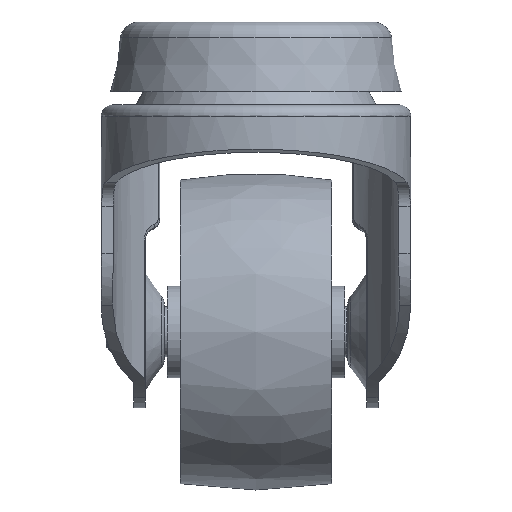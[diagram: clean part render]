
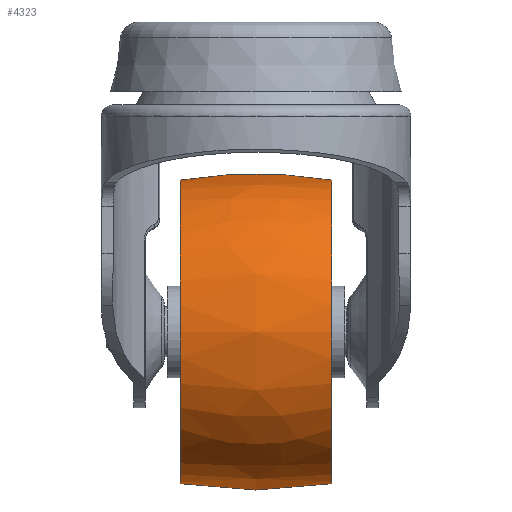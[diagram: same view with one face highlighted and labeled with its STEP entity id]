
A CAD part, left-side view. The second image highlights one B-rep face of the part: STEP entity #4323.
In plain terms, the highlighted free-form (B-spline) face has degree [2, 2] with [3, 9] control points.
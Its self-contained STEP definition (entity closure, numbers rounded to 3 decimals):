
#16=(
BOUNDED_SURFACE()
B_SPLINE_SURFACE(2,2,((#11075,#11076,#11077,#11078,#11079,#11080,#11081,
#11082,#11083),(#11084,#11085,#11086,#11087,#11088,#11089,#11090,#11091,
#11092),(#11093,#11094,#11095,#11096,#11097,#11098,#11099,#11100,#11101)),
 .UNSPECIFIED.,.F.,.T.,.F.)
B_SPLINE_SURFACE_WITH_KNOTS((3,3),(3,2,2,2,3),(-0.166,0.166),
(-3.142,-1.571,0.,1.571,3.142),
 .UNSPECIFIED.)
GEOMETRIC_REPRESENTATION_ITEM()
RATIONAL_B_SPLINE_SURFACE(((1.,0.707,1.,0.707,1.,
0.707,1.,0.707,1.),(0.986,0.697,
0.986,0.697,0.986,0.697,
0.986,0.697,0.986),(1.,0.707,
1.,0.707,1.,0.707,1.,0.707,1.)))
REPRESENTATION_ITEM('')
SURFACE()
);
#427=FACE_OUTER_BOUND('',#726,.T.);
#726=EDGE_LOOP('',(#3281,#3282,#3283,#3284));
#1522=CIRCLE('',#4790,24.);
#1523=CIRCLE('',#4791,72.5);
#1524=CIRCLE('',#4792,24.);
#1870=VERTEX_POINT('',#11102);
#1871=VERTEX_POINT('',#11104);
#2376=EDGE_CURVE('',#1870,#1870,#1522,.T.);
#2377=EDGE_CURVE('',#1870,#1871,#1523,.T.);
#2378=EDGE_CURVE('',#1871,#1871,#1524,.T.);
#3281=ORIENTED_EDGE('',*,*,#2376,.F.);
#3282=ORIENTED_EDGE('',*,*,#2377,.T.);
#3283=ORIENTED_EDGE('',*,*,#2378,.T.);
#3284=ORIENTED_EDGE('',*,*,#2377,.F.);
#4323=ADVANCED_FACE('',(#427),#16,.F.);
#4790=AXIS2_PLACEMENT_3D('',#11103,#5673,#5674);
#4791=AXIS2_PLACEMENT_3D('',#11105,#5675,#5676);
#4792=AXIS2_PLACEMENT_3D('',#11106,#5677,#5678);
#5673=DIRECTION('center_axis',(0.,1.,0.));
#5674=DIRECTION('ref_axis',(-1.,0.,0.));
#5675=DIRECTION('center_axis',(1.,0.,0.));
#5676=DIRECTION('ref_axis',(0.,0.,1.));
#5677=DIRECTION('center_axis',(0.,1.,0.));
#5678=DIRECTION('ref_axis',(-1.,0.,0.));
#11075=CARTESIAN_POINT('Ctrl Pts',(0.,-12.,24.));
#11076=CARTESIAN_POINT('Ctrl Pts',(24.,-12.,24.));
#11077=CARTESIAN_POINT('Ctrl Pts',(24.,-12.,0.));
#11078=CARTESIAN_POINT('Ctrl Pts',(24.,-12.,-24.));
#11079=CARTESIAN_POINT('Ctrl Pts',(0.,-12.,-24.));
#11080=CARTESIAN_POINT('Ctrl Pts',(-24.,-12.,
-24.));
#11081=CARTESIAN_POINT('Ctrl Pts',(-24.,-12.,
0.));
#11082=CARTESIAN_POINT('Ctrl Pts',(-24.,-12.,
24.));
#11083=CARTESIAN_POINT('Ctrl Pts',(0.,-12.,24.));
#11084=CARTESIAN_POINT('Ctrl Pts',(0.,0.,
26.014));
#11085=CARTESIAN_POINT('Ctrl Pts',(26.014,0.,
26.014));
#11086=CARTESIAN_POINT('Ctrl Pts',(26.014,0.,
0.));
#11087=CARTESIAN_POINT('Ctrl Pts',(26.014,0.,
-26.014));
#11088=CARTESIAN_POINT('Ctrl Pts',(0.,0.,
-26.014));
#11089=CARTESIAN_POINT('Ctrl Pts',(-26.014,0.,
-26.014));
#11090=CARTESIAN_POINT('Ctrl Pts',(-26.014,0.,
0.));
#11091=CARTESIAN_POINT('Ctrl Pts',(-26.014,0.,
26.014));
#11092=CARTESIAN_POINT('Ctrl Pts',(0.,0.,
26.014));
#11093=CARTESIAN_POINT('Ctrl Pts',(0.,12.,24.));
#11094=CARTESIAN_POINT('Ctrl Pts',(24.,12.,24.));
#11095=CARTESIAN_POINT('Ctrl Pts',(24.,12.,0.));
#11096=CARTESIAN_POINT('Ctrl Pts',(24.,12.,-24.));
#11097=CARTESIAN_POINT('Ctrl Pts',(0.,12.,-24.));
#11098=CARTESIAN_POINT('Ctrl Pts',(-24.,12.,-24.));
#11099=CARTESIAN_POINT('Ctrl Pts',(-24.,12.,0.));
#11100=CARTESIAN_POINT('Ctrl Pts',(-24.,12.,24.));
#11101=CARTESIAN_POINT('Ctrl Pts',(0.,12.,24.));
#11102=CARTESIAN_POINT('',(0.,12.,24.));
#11103=CARTESIAN_POINT('Origin',(0.,12.,0.));
#11104=CARTESIAN_POINT('',(0.,-12.,24.));
#11105=CARTESIAN_POINT('Origin',(0.,0.,
-47.5));
#11106=CARTESIAN_POINT('Origin',(0.,-12.,0.));
